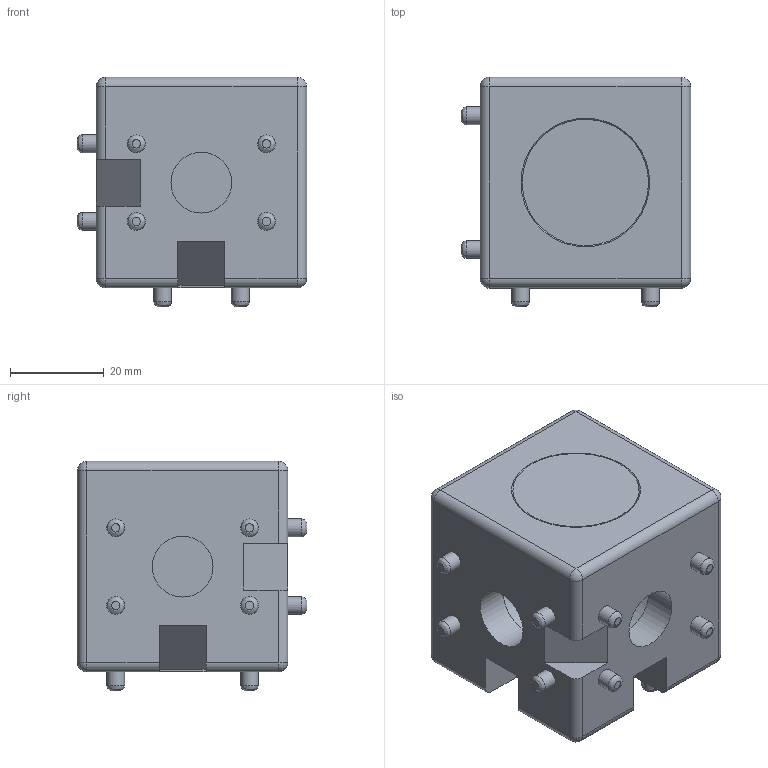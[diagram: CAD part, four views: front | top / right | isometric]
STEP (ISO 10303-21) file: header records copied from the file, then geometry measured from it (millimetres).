
FILE_DESCRIPTION((''),'2;1');
FILE_NAME('AR3307.stp','2021-03-03T13:50:01',('arma03'),(''),'Autodesk Inventor 2013','Autodesk Inventor 2013','');
FILE_SCHEMA(('AUTOMOTIVE_DESIGN { 1 0 10303 214 1 1 1 1 }'));
Length unit declared in the file: millimetre
Products named in the file (3): AR3307
Assembly tree (4 placements, depth 2):
  AR3307
    AR3307
    AR3307  x3
Bounding box: 49 x 49 x 49 mm (x, y, z)
Volume: 60205.3 mm3; surface area: 22178.1 mm2
Topology: 4 solids, 4 shells, 142 faces, 321 edges, 201 vertices
Faces by surface type: cylinder 75, plane 41, bspline 12, sphere 8, cone 6
Full cylindrical faces by diameter (mm): 3.8 x12, 13 x3, 20.5 x3, 23.5 x6
Entity records: 3429 total; most frequent: CARTESIAN_POINT 1099, DIRECTION 506, ORIENTED_EDGE 384, AXIS2_PLACEMENT_3D 217, EDGE_CURVE 192, EDGE_LOOP 168, VERTEX_POINT 138, FACE_OUTER_BOUND 108
